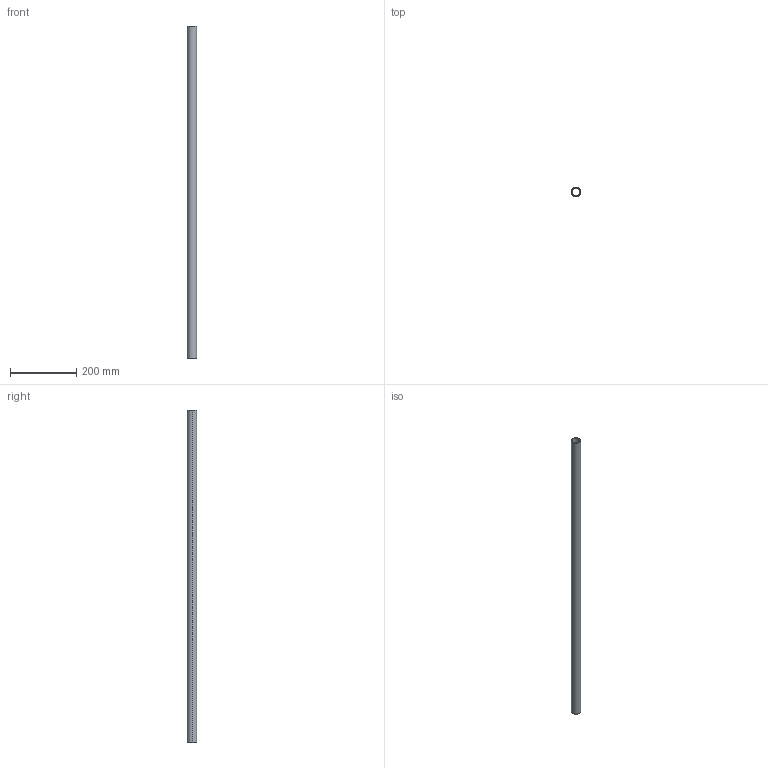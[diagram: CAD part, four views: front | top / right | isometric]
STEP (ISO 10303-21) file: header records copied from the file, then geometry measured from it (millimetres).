
FILE_DESCRIPTION (( 'STEP AP214' ), '1' );
FILE_NAME ('Ñáîðêà7.STEP', '2025-01-29T13:45:48', ( '' ), ( '' ), 'SwSTEP 2.0', 'SolidWorks 2024', '' );
FILE_SCHEMA (( 'AUTOMOTIVE_DESIGN' ));
Length unit declared in the file: millimetre
Products named in the file (2): Сборка7; TR28S2 Профиль алюминиевый, труба Ø28х2 (Ан. серебро)_00
Assembly tree (1 placements, depth 2):
  Сборка7
    TR28S2 Профиль алюминиевый, труба Ø28х2 (Ан. серебро)_00
Bounding box: 28 x 28 x 1000 mm (x, y, z)
Volume: 163362.8 mm3; surface area: 163689.5 mm2
Topology: 1 solids, 1 shells, 6 faces, 12 edges, 8 vertices
Faces by surface type: cylinder 4, plane 2
Entity records: 223 total; most frequent: DIRECTION 40, CARTESIAN_POINT 30, ORIENTED_EDGE 24, AXIS2_PLACEMENT_3D 18, EDGE_CURVE 12, EDGE_LOOP 8, CIRCLE 8, VERTEX_POINT 8
